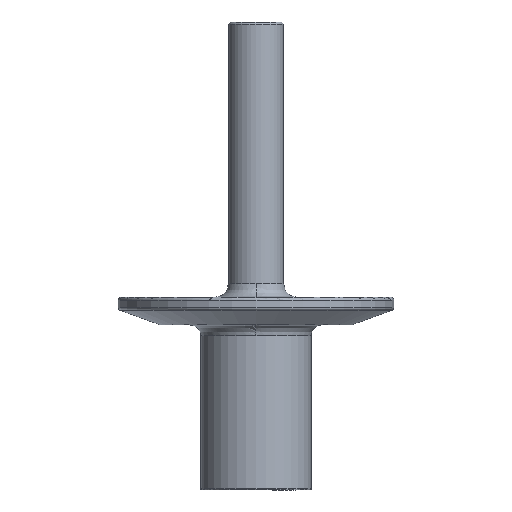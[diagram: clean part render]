
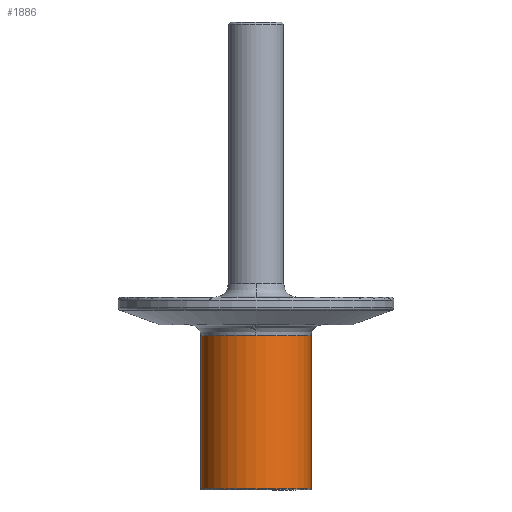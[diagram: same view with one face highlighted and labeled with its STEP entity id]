
A CAD part, left-side view. The second image highlights one B-rep face of the part: STEP entity #1886.
In plain terms, the highlighted cylindrical face has radius 12.7 mm (diameter 25.4 mm), a partial arc.
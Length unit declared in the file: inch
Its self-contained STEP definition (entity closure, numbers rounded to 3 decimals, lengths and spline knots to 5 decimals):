
#61 = VECTOR ( 'NONE', #273, 39.37008 ) ;
#70 = EDGE_CURVE ( 'NONE', #982, #2403, #600, .T. ) ;
#73 = AXIS2_PLACEMENT_3D ( 'NONE', #1311, #1481, #333 ) ;
#138 = DIRECTION ( 'NONE',  ( 0., 0., -1. ) ) ;
#273 = DIRECTION ( 'NONE',  ( 0., 0., -1. ) ) ;
#291 = VERTEX_POINT ( 'NONE', #852 ) ;
#301 = CARTESIAN_POINT ( 'NONE',  ( 0., 0.5, 0.75 ) ) ;
#333 = DIRECTION ( 'NONE',  ( 0., 1., 0. ) ) ;
#514 = CYLINDRICAL_SURFACE ( 'NONE', #73, 0.5 ) ;
#547 = DIRECTION ( 'NONE',  ( 0., 1., 0. ) ) ;
#559 = VERTEX_POINT ( 'NONE', #859 ) ;
#591 = CARTESIAN_POINT ( 'NONE',  ( -0.5, 0., 1.4 ) ) ;
#600 = CIRCLE ( 'NONE', #1261, 0.5 ) ;
#607 = DIRECTION ( 'NONE',  ( 0., 1., 0. ) ) ;
#612 = DIRECTION ( 'NONE',  ( 0., 0., 1. ) ) ;
#631 = FACE_OUTER_BOUND ( 'NONE', #975, .T. ) ;
#702 = EDGE_CURVE ( 'NONE', #982, #1678, #2327, .T. ) ;
#771 = DIRECTION ( 'NONE',  ( 0., 0., -1. ) ) ;
#797 = CARTESIAN_POINT ( 'NONE',  ( 0., 0., 1.4 ) ) ;
#852 = CARTESIAN_POINT ( 'NONE',  ( 0., 0.5, 0.01 ) ) ;
#859 = CARTESIAN_POINT ( 'NONE',  ( 0., 0.5, 1.4 ) ) ;
#949 = ORIENTED_EDGE ( 'NONE', *, *, #2458, .T. ) ;
#961 = LINE ( 'NONE', #301, #61 ) ;
#975 = EDGE_LOOP ( 'NONE', ( #1644, #2120, #2011, #949, #1823 ) ) ;
#982 = VERTEX_POINT ( 'NONE', #1374 ) ;
#1123 = CARTESIAN_POINT ( 'NONE',  ( 0., -0.5, 0.01 ) ) ;
#1186 = AXIS2_PLACEMENT_3D ( 'NONE', #797, #771, #1971 ) ;
#1261 = AXIS2_PLACEMENT_3D ( 'NONE', #2505, #2307, #547 ) ;
#1311 = CARTESIAN_POINT ( 'NONE',  ( 0., 0., 0.75 ) ) ;
#1315 = VECTOR ( 'NONE', #138, 39.37008 ) ;
#1374 = CARTESIAN_POINT ( 'NONE',  ( 0., -0.5, 1.4 ) ) ;
#1481 = DIRECTION ( 'NONE',  ( 0., 0., -1. ) ) ;
#1506 = CARTESIAN_POINT ( 'NONE',  ( 0., -0.5, 0.75 ) ) ;
#1644 = ORIENTED_EDGE ( 'NONE', *, *, #702, .F. ) ;
#1678 = VERTEX_POINT ( 'NONE', #1123 ) ;
#1795 = EDGE_CURVE ( 'NONE', #2403, #559, #1906, .T. ) ;
#1823 = ORIENTED_EDGE ( 'NONE', *, *, #2164, .T. ) ;
#1886 = ADVANCED_FACE ( 'NONE', ( #631 ), #514, .T. ) ;
#1906 = CIRCLE ( 'NONE', #1186, 0.5 ) ;
#1971 = DIRECTION ( 'NONE',  ( 0., 1., 0. ) ) ;
#1974 = AXIS2_PLACEMENT_3D ( 'NONE', #2153, #612, #607 ) ;
#2011 = ORIENTED_EDGE ( 'NONE', *, *, #1795, .T. ) ;
#2120 = ORIENTED_EDGE ( 'NONE', *, *, #70, .T. ) ;
#2153 = CARTESIAN_POINT ( 'NONE',  ( 0., 0., 0.01 ) ) ;
#2164 = EDGE_CURVE ( 'NONE', #291, #1678, #2452, .T. ) ;
#2307 = DIRECTION ( 'NONE',  ( 0., 0., -1. ) ) ;
#2327 = LINE ( 'NONE', #1506, #1315 ) ;
#2403 = VERTEX_POINT ( 'NONE', #591 ) ;
#2452 = CIRCLE ( 'NONE', #1974, 0.5 ) ;
#2458 = EDGE_CURVE ( 'NONE', #559, #291, #961, .T. ) ;
#2505 = CARTESIAN_POINT ( 'NONE',  ( 0., 0., 1.4 ) ) ;
